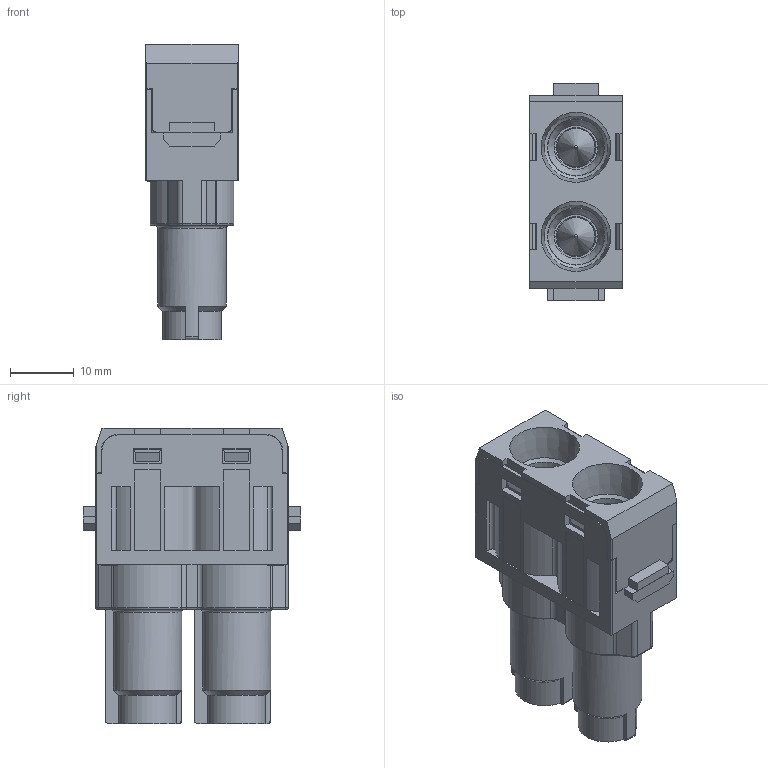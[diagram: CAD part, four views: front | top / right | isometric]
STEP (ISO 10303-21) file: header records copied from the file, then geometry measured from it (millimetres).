
FILE_DESCRIPTION(/* description */ (''),/* implementation_level */ '2;1');
FILE_NAME(/* name */ 'HMK70-002.1-F.stp',/* time_stamp */ '2023-02-08T23:49:30+08:00',/* author */ (''),/* organization */ (''),/* preprocessor_version */ 'ST-DEVELOPER v16',/* originating_system */ 'SIEMENS PLM Software NX 10.0',/* authorisation */ '');
FILE_SCHEMA (('AP203_CONFIGURATION_CONTROLLED_3D_DESIGN_OF_MECHANICAL_PARTS_AND_ASSEMBLIES_MIM_LF { 1 0 10303 403 2 1 2}'));
Length unit declared in the file: millimetre
Products named in the file (1): Admi0A2C26ACroi2
Bounding box: 14.65 x 34.2 x 46.45 mm (x, y, z)
Volume: 10312.8 mm3; surface area: 11761.2 mm2
Topology: 1 solids, 7 shells, 725 faces, 2226 edges, 1450 vertices
Faces by surface type: plane 357, cylinder 226, cone 72, torus 34, extrusion 18, bspline 18
Full cylindrical faces by diameter (mm): 1.5 x2, 1.7 x6, 3 x2, 5 x2, 6 x2, 6.3 x2, 6.9 x2, 8 x2, 8.9 x2, 9 x4, 10.3 x2, 10.5 x2, 12.3 x2
Entity records: 38162 total; most frequent: CARTESIAN_POINT 19560, ORIENTED_EDGE 4268, DIRECTION 3312, EDGE_CURVE 2134, VERTEX_POINT 1422, AXIS2_PLACEMENT_3D 1228, VECTOR 856, EDGE_LOOP 840
